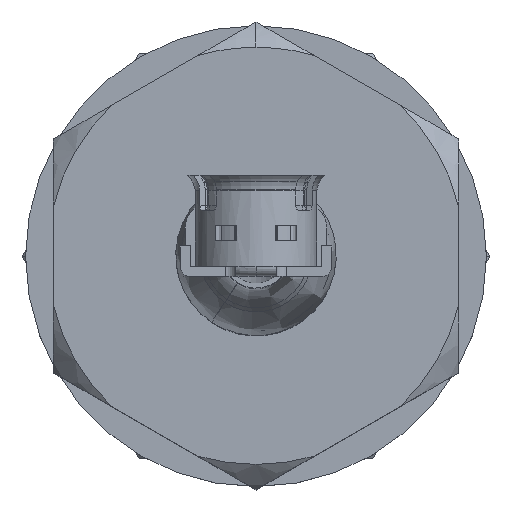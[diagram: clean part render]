
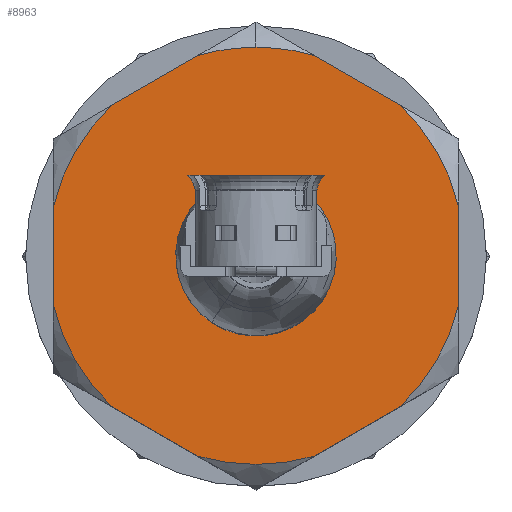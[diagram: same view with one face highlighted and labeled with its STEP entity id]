
A CAD part, top view. The second image highlights one B-rep face of the part: STEP entity #8963.
In plain terms, the highlighted face is planar.
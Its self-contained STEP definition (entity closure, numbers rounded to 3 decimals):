
#7 = DIRECTION ( 'NONE',  ( 0., 1., 0. ) ) ;
#138 = CARTESIAN_POINT ( 'NONE',  ( 0., 4.119, -0.9 ) ) ;
#295 = VECTOR ( 'NONE', #16387, 1000. ) ;
#482 = ORIENTED_EDGE ( 'NONE', *, *, #19532, .T. ) ;
#586 = AXIS2_PLACEMENT_3D ( 'NONE', #19954, #10584, #16758 ) ;
#700 = VERTEX_POINT ( 'NONE', #9556 ) ;
#725 = VERTEX_POINT ( 'NONE', #14078 ) ;
#749 = VERTEX_POINT ( 'NONE', #138 ) ;
#1031 = ORIENTED_EDGE ( 'NONE', *, *, #4505, .T. ) ;
#1076 = VERTEX_POINT ( 'NONE', #8474 ) ;
#1302 = CARTESIAN_POINT ( 'NONE',  ( 0., 0., -0.9 ) ) ;
#1460 = CIRCLE ( 'NONE', #5287, 4.119 ) ;
#1577 = CARTESIAN_POINT ( 'NONE',  ( -1.149, 3.955, -0.9 ) ) ;
#1632 = CIRCLE ( 'NONE', #16662, 4.119 ) ;
#1832 = VECTOR ( 'NONE', #12383, 1000. ) ;
#2076 = EDGE_CURVE ( 'NONE', #12046, #6574, #14788, .T. ) ;
#2214 = DIRECTION ( 'NONE',  ( 0., 1., 0. ) ) ;
#2238 = ORIENTED_EDGE ( 'NONE', *, *, #18524, .T. ) ;
#2319 = CARTESIAN_POINT ( 'NONE',  ( 4., 0.982, -0.9 ) ) ;
#2496 = CARTESIAN_POINT ( 'NONE',  ( -1.149, -3.955, -0.9 ) ) ;
#2893 = EDGE_CURVE ( 'NONE', #1076, #5891, #13774, .T. ) ;
#2896 = CARTESIAN_POINT ( 'NONE',  ( -1.149, -3.955, -0.9 ) ) ;
#2988 = CARTESIAN_POINT ( 'NONE',  ( 0., 0., -0.9 ) ) ;
#3009 = DIRECTION ( 'NONE',  ( -1., 0., 0. ) ) ;
#3698 = CARTESIAN_POINT ( 'NONE',  ( -4., -4.325, -0.9 ) ) ;
#3954 = VERTEX_POINT ( 'NONE', #14783 ) ;
#4298 = CARTESIAN_POINT ( 'NONE',  ( 0., 0., -0.9 ) ) ;
#4339 = PLANE ( 'NONE',  #586 ) ;
#4443 = LINE ( 'NONE', #3698, #4683 ) ;
#4454 = ORIENTED_EDGE ( 'NONE', *, *, #6350, .T. ) ;
#4505 = EDGE_CURVE ( 'NONE', #749, #19190, #1632, .T. ) ;
#4683 = VECTOR ( 'NONE', #8338, 1000. ) ;
#4910 = AXIS2_PLACEMENT_3D ( 'NONE', #13042, #16047, #6763 ) ;
#5027 = CARTESIAN_POINT ( 'NONE',  ( 0., 0., -0.9 ) ) ;
#5287 = AXIS2_PLACEMENT_3D ( 'NONE', #9938, #11489, #2214 ) ;
#5597 = CARTESIAN_POINT ( 'NONE',  ( 4., -4.325, -0.9 ) ) ;
#5685 = CIRCLE ( 'NONE', #7025, 1.25 ) ;
#5769 = VERTEX_POINT ( 'NONE', #12073 ) ;
#5812 = EDGE_CURVE ( 'NONE', #3954, #13080, #13225, .T. ) ;
#5826 = CARTESIAN_POINT ( 'NONE',  ( 0., 0., -0.9 ) ) ;
#5891 = VERTEX_POINT ( 'NONE', #1577 ) ;
#5933 = DIRECTION ( 'NONE',  ( 0., 0., 1. ) ) ;
#5952 = ORIENTED_EDGE ( 'NONE', *, *, #5812, .T. ) ;
#6000 = DIRECTION ( 'NONE',  ( -1., 0., 0. ) ) ;
#6035 = AXIS2_PLACEMENT_3D ( 'NONE', #1302, #18598, #12542 ) ;
#6284 = EDGE_CURVE ( 'NONE', #725, #1076, #6437, .T. ) ;
#6350 = EDGE_CURVE ( 'NONE', #13478, #3954, #10067, .T. ) ;
#6378 = ORIENTED_EDGE ( 'NONE', *, *, #11564, .T. ) ;
#6437 = CIRCLE ( 'NONE', #15313, 4.119 ) ;
#6574 = VERTEX_POINT ( 'NONE', #13229 ) ;
#6688 = AXIS2_PLACEMENT_3D ( 'NONE', #4298, #13714, #16993 ) ;
#6763 = DIRECTION ( 'NONE',  ( -1., 0., 0. ) ) ;
#6951 = EDGE_CURVE ( 'NONE', #15635, #700, #18056, .T. ) ;
#7025 = AXIS2_PLACEMENT_3D ( 'NONE', #12022, #5933, #3009 ) ;
#7112 = DIRECTION ( 'NONE',  ( -0.866, -0.5, 0. ) ) ;
#7335 = FACE_OUTER_BOUND ( 'NONE', #15336, .T. ) ;
#7703 = CARTESIAN_POINT ( 'NONE',  ( 0., 0., -0.9 ) ) ;
#7835 = DIRECTION ( 'NONE',  ( 0., 0., 1. ) ) ;
#7844 = ORIENTED_EDGE ( 'NONE', *, *, #2076, .T. ) ;
#7984 = VECTOR ( 'NONE', #15780, 1000. ) ;
#7998 = EDGE_CURVE ( 'NONE', #13080, #725, #4443, .T. ) ;
#8085 = LINE ( 'NONE', #14687, #295 ) ;
#8338 = DIRECTION ( 'NONE',  ( 0., 1., 0. ) ) ;
#8474 = CARTESIAN_POINT ( 'NONE',  ( -2.851, 2.973, -0.9 ) ) ;
#8963 = ADVANCED_FACE ( 'NONE', ( #7335, #10458 ), #4339, .T. ) ;
#9236 = DIRECTION ( 'NONE',  ( 0., 0., -1. ) ) ;
#9298 = ORIENTED_EDGE ( 'NONE', *, *, #7998, .T. ) ;
#9438 = DIRECTION ( 'NONE',  ( 0., 1., 0. ) ) ;
#9556 = CARTESIAN_POINT ( 'NONE',  ( 2.851, -2.973, -0.9 ) ) ;
#9787 = EDGE_CURVE ( 'NONE', #5769, #15800, #18690, .T. ) ;
#9823 = EDGE_CURVE ( 'NONE', #5891, #749, #1460, .T. ) ;
#9938 = CARTESIAN_POINT ( 'NONE',  ( 0., 0., -0.9 ) ) ;
#10067 = LINE ( 'NONE', #2896, #1832 ) ;
#10100 = AXIS2_PLACEMENT_3D ( 'NONE', #5027, #11178, #9438 ) ;
#10196 = DIRECTION ( 'NONE',  ( 0., -1., 0. ) ) ;
#10252 = EDGE_LOOP ( 'NONE', ( #7844, #6378 ) ) ;
#10458 = FACE_BOUND ( 'NONE', #10252, .T. ) ;
#10558 = DIRECTION ( 'NONE',  ( 0., 0., -1. ) ) ;
#10584 = DIRECTION ( 'NONE',  ( 0., 0., -1. ) ) ;
#11178 = DIRECTION ( 'NONE',  ( 0., 0., -1. ) ) ;
#11391 = CARTESIAN_POINT ( 'NONE',  ( 1.149, -3.955, -0.9 ) ) ;
#11489 = DIRECTION ( 'NONE',  ( 0., 0., -1. ) ) ;
#11557 = CARTESIAN_POINT ( 'NONE',  ( -4., -0.982, -0.9 ) ) ;
#11564 = EDGE_CURVE ( 'NONE', #6574, #12046, #5685, .T. ) ;
#12022 = CARTESIAN_POINT ( 'NONE',  ( 0., 0., -0.9 ) ) ;
#12046 = VERTEX_POINT ( 'NONE', #14137 ) ;
#12073 = CARTESIAN_POINT ( 'NONE',  ( 2.851, 2.973, -0.9 ) ) ;
#12207 = AXIS2_PLACEMENT_3D ( 'NONE', #7703, #7835, #6000 ) ;
#12383 = DIRECTION ( 'NONE',  ( -0.866, 0.5, 0. ) ) ;
#12542 = DIRECTION ( 'NONE',  ( -1., 0., 0. ) ) ;
#13042 = CARTESIAN_POINT ( 'NONE',  ( 0., 0., -0.9 ) ) ;
#13080 = VERTEX_POINT ( 'NONE', #11557 ) ;
#13220 = EDGE_CURVE ( 'NONE', #19190, #5769, #8085, .T. ) ;
#13225 = CIRCLE ( 'NONE', #6035, 4.119 ) ;
#13229 = CARTESIAN_POINT ( 'NONE',  ( 1.25, 0., -0.9 ) ) ;
#13478 = VERTEX_POINT ( 'NONE', #2496 ) ;
#13714 = DIRECTION ( 'NONE',  ( 0., 0., -1. ) ) ;
#13767 = ORIENTED_EDGE ( 'NONE', *, *, #13220, .T. ) ;
#13774 = LINE ( 'NONE', #17149, #7984 ) ;
#14078 = CARTESIAN_POINT ( 'NONE',  ( -4., 0.982, -0.9 ) ) ;
#14137 = CARTESIAN_POINT ( 'NONE',  ( -1.25, 0., -0.9 ) ) ;
#14138 = CARTESIAN_POINT ( 'NONE',  ( 1.149, 3.955, -0.9 ) ) ;
#14675 = ORIENTED_EDGE ( 'NONE', *, *, #2893, .T. ) ;
#14687 = CARTESIAN_POINT ( 'NONE',  ( 1.149, 3.955, -0.9 ) ) ;
#14719 = EDGE_CURVE ( 'NONE', #700, #16720, #16265, .T. ) ;
#14783 = CARTESIAN_POINT ( 'NONE',  ( -2.851, -2.973, -0.9 ) ) ;
#14788 = CIRCLE ( 'NONE', #12207, 1.25 ) ;
#14972 = DIRECTION ( 'NONE',  ( -1., 0., 0. ) ) ;
#15281 = ORIENTED_EDGE ( 'NONE', *, *, #6951, .T. ) ;
#15313 = AXIS2_PLACEMENT_3D ( 'NONE', #5826, #10558, #14972 ) ;
#15336 = EDGE_LOOP ( 'NONE', ( #4454, #5952, #9298, #17099, #14675, #16549, #1031, #13767, #16493, #482, #15281, #18131, #2238 ) ) ;
#15635 = VERTEX_POINT ( 'NONE', #17586 ) ;
#15780 = DIRECTION ( 'NONE',  ( 0.866, 0.5, 0. ) ) ;
#15800 = VERTEX_POINT ( 'NONE', #2319 ) ;
#16047 = DIRECTION ( 'NONE',  ( 0., 0., -1. ) ) ;
#16265 = LINE ( 'NONE', #18009, #17485 ) ;
#16387 = DIRECTION ( 'NONE',  ( 0.866, -0.5, 0. ) ) ;
#16493 = ORIENTED_EDGE ( 'NONE', *, *, #9787, .T. ) ;
#16549 = ORIENTED_EDGE ( 'NONE', *, *, #9823, .T. ) ;
#16662 = AXIS2_PLACEMENT_3D ( 'NONE', #2988, #9236, #7 ) ;
#16720 = VERTEX_POINT ( 'NONE', #11391 ) ;
#16758 = DIRECTION ( 'NONE',  ( -1., 0., 0. ) ) ;
#16896 = VECTOR ( 'NONE', #10196, 1000. ) ;
#16993 = DIRECTION ( 'NONE',  ( 0., 1., 0. ) ) ;
#17099 = ORIENTED_EDGE ( 'NONE', *, *, #6284, .T. ) ;
#17149 = CARTESIAN_POINT ( 'NONE',  ( -2.851, 2.973, -0.9 ) ) ;
#17485 = VECTOR ( 'NONE', #7112, 1000. ) ;
#17586 = CARTESIAN_POINT ( 'NONE',  ( 4., -0.982, -0.9 ) ) ;
#17619 = LINE ( 'NONE', #5597, #16896 ) ;
#17639 = CIRCLE ( 'NONE', #6688, 4.119 ) ;
#18009 = CARTESIAN_POINT ( 'NONE',  ( 2.851, -2.973, -0.9 ) ) ;
#18056 = CIRCLE ( 'NONE', #10100, 4.119 ) ;
#18131 = ORIENTED_EDGE ( 'NONE', *, *, #14719, .T. ) ;
#18524 = EDGE_CURVE ( 'NONE', #16720, #13478, #17639, .T. ) ;
#18598 = DIRECTION ( 'NONE',  ( 0., 0., -1. ) ) ;
#18690 = CIRCLE ( 'NONE', #4910, 4.119 ) ;
#19190 = VERTEX_POINT ( 'NONE', #14138 ) ;
#19532 = EDGE_CURVE ( 'NONE', #15800, #15635, #17619, .T. ) ;
#19954 = CARTESIAN_POINT ( 'NONE',  ( -4.2, -4.325, -0.9 ) ) ;
